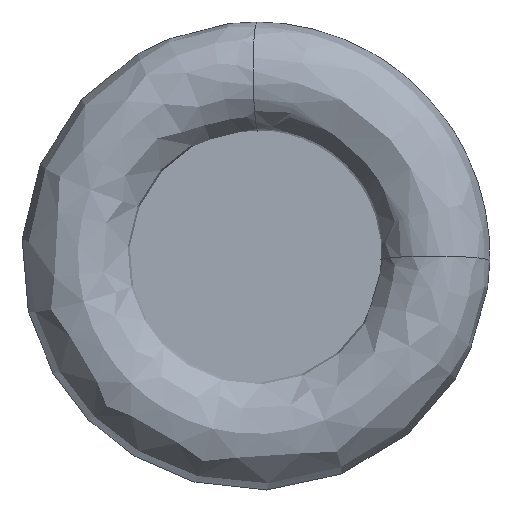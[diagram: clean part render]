
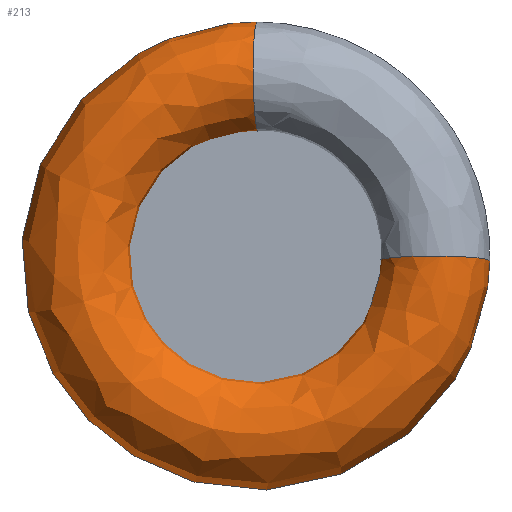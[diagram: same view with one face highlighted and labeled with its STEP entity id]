
A CAD part, left-side view. The second image highlights one B-rep face of the part: STEP entity #213.
In plain terms, the highlighted free-form (B-spline) face has degree [3, 3] with [7, 7] control points.
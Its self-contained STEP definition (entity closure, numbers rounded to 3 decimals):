
#213=ADVANCED_FACE('',(#236,#237),#234,.F.);
#234=(
BOUNDED_SURFACE()
B_SPLINE_SURFACE(3,3,((#533,#534,#535,#536,#537,#538,#539),(#540,#541,#542,
#543,#544,#545,#546),(#547,#548,#549,#550,#551,#552,#553),(#554,#555,#556,
#557,#558,#559,#560),(#561,#562,#563,#564,#565,#566,#567),(#568,#569,#570,
#571,#572,#573,#574),(#575,#576,#577,#578,#579,#580,#581)),
 .UNSPECIFIED.,.T.,.F.,.F.)
B_SPLINE_SURFACE_WITH_KNOTS((1,3,3,3,1),(4,3,4),(-0.5,0.,0.5,1.,1.5),(0.,
0.5,1.),.UNSPECIFIED.)
GEOMETRIC_REPRESENTATION_ITEM()
RATIONAL_B_SPLINE_SURFACE(((1.,0.591,0.591,1.,0.591,
0.591,1.),(0.333,0.197,0.197,
0.333,0.197,0.197,0.333),
(0.333,0.197,0.197,0.333,
0.197,0.197,0.333),(1.,0.591,
0.591,1.,0.591,0.591,1.),(0.333,
0.197,0.197,0.333,0.197,
0.197,0.333),(0.333,0.197,
0.197,0.333,0.197,0.197,
0.333),(1.,0.591,0.591,1.,0.591,
0.591,1.)))
REPRESENTATION_ITEM('')
SURFACE()
);
#236=FACE_BOUND('',#274,.T.);
#237=FACE_BOUND('',#275,.T.);
#274=EDGE_LOOP('',(#314));
#275=EDGE_LOOP('',(#315));
#314=ORIENTED_EDGE('',*,*,#374,.T.);
#315=ORIENTED_EDGE('',*,*,#375,.F.);
#354=VERTEX_POINT('',#530);
#355=VERTEX_POINT('',#532);
#374=EDGE_CURVE('',#354,#354,#394,.T.);
#375=EDGE_CURVE('',#355,#355,#395,.T.);
#394=CIRCLE('',#415,6.);
#395=CIRCLE('',#416,6.);
#415=AXIS2_PLACEMENT_3D('',#529,#453,#454);
#416=AXIS2_PLACEMENT_3D('',#531,#455,#456);
#453=DIRECTION('',(0.087,0.996,-0.015));
#454=DIRECTION('',(0.996,-0.087,0.001));
#455=DIRECTION('',(0.087,0.,0.996));
#456=DIRECTION('',(0.996,0.,-0.087));
#529=CARTESIAN_POINT('',(5.977,-0.243,19.));
#530=CARTESIAN_POINT('',(11.954,-0.765,19.008));
#531=CARTESIAN_POINT('',(5.977,-18.995,-0.523));
#532=CARTESIAN_POINT('',(11.954,-18.995,-1.046));
#533=CARTESIAN_POINT('',(11.954,-18.995,-1.046));
#534=CARTESIAN_POINT('',(11.954,-17.906,-20.82));
#535=CARTESIAN_POINT('',(11.954,0.756,-27.45));
#536=CARTESIAN_POINT('',(11.954,14.077,-12.796));
#537=CARTESIAN_POINT('',(11.954,27.398,1.859));
#538=CARTESIAN_POINT('',(11.954,19.023,19.805));
#539=CARTESIAN_POINT('',(11.954,-0.765,19.008));
#540=CARTESIAN_POINT('',(11.954,-6.995,-1.046));
#541=CARTESIAN_POINT('',(11.954,-5.906,-8.327));
#542=CARTESIAN_POINT('',(11.954,1.232,-10.134));
#543=CARTESIAN_POINT('',(11.954,5.654,-4.248));
#544=CARTESIAN_POINT('',(11.954,10.077,1.638));
#545=CARTESIAN_POINT('',(11.954,6.354,7.99));
#546=CARTESIAN_POINT('',(11.954,-0.943,7.009));
#547=CARTESIAN_POINT('',(0.,-6.995,0.));
#548=CARTESIAN_POINT('',(0.,-6.995,-7.282));
#549=CARTESIAN_POINT('',(0.,-0.278,-10.093));
#550=CARTESIAN_POINT('',(0.,4.909,-4.982));
#551=CARTESIAN_POINT('',(0.,10.096,0.129));
#552=CARTESIAN_POINT('',(0.,7.384,6.886));
#553=CARTESIAN_POINT('',(0.,0.103,6.994));
#554=CARTESIAN_POINT('',(0.,-18.995,0.));
#555=CARTESIAN_POINT('',(0.,-18.995,-19.774));
#556=CARTESIAN_POINT('',(0.,-0.754,-27.409));
#557=CARTESIAN_POINT('',(0.,13.332,-13.53));
#558=CARTESIAN_POINT('',(0.,27.417,0.349));
#559=CARTESIAN_POINT('',(0.,20.052,18.701));
#560=CARTESIAN_POINT('',(0.,0.28,18.992));
#561=CARTESIAN_POINT('',(0.,-30.995,0.));
#562=CARTESIAN_POINT('',(0.,-30.995,-32.267));
#563=CARTESIAN_POINT('',(0.,-1.23,-44.725));
#564=CARTESIAN_POINT('',(0.,21.754,-22.078));
#565=CARTESIAN_POINT('',(0.,44.738,0.569));
#566=CARTESIAN_POINT('',(0.,32.721,30.515));
#567=CARTESIAN_POINT('',(0.,0.457,30.991));
#568=CARTESIAN_POINT('',(11.954,-30.995,-1.046));
#569=CARTESIAN_POINT('',(11.954,-29.906,-33.313));
#570=CARTESIAN_POINT('',(11.954,0.279,-44.766));
#571=CARTESIAN_POINT('',(11.954,22.499,-21.344));
#572=CARTESIAN_POINT('',(11.954,44.719,2.079));
#573=CARTESIAN_POINT('',(11.954,31.691,31.619));
#574=CARTESIAN_POINT('',(11.954,-0.588,31.007));
#575=CARTESIAN_POINT('',(11.954,-18.995,-1.046));
#576=CARTESIAN_POINT('',(11.954,-17.906,-20.82));
#577=CARTESIAN_POINT('',(11.954,0.756,-27.45));
#578=CARTESIAN_POINT('',(11.954,14.077,-12.796));
#579=CARTESIAN_POINT('',(11.954,27.398,1.859));
#580=CARTESIAN_POINT('',(11.954,19.023,19.805));
#581=CARTESIAN_POINT('',(11.954,-0.765,19.008));
